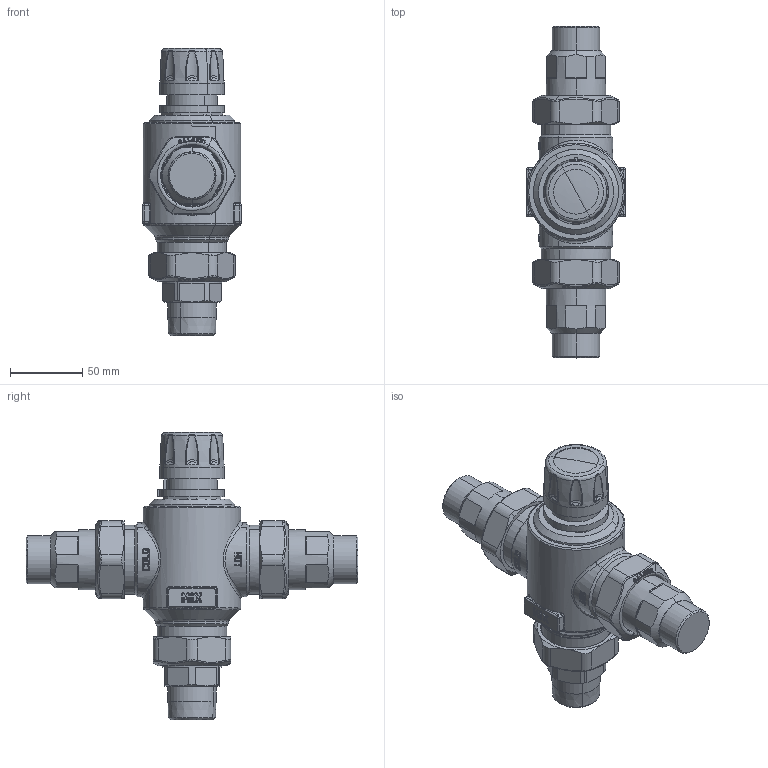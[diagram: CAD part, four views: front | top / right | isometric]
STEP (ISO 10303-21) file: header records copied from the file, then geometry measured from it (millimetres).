
FILE_DESCRIPTION(('CATIA V5 STEP Exchange','CAx-IF Rec.Pracs.--- Model Styling and Organization---1.5--- 2016-08-15','CAx-IF Rec.Pracs.---Supplemental Geometry---1.0---2011-11-01','CAx-IF Rec.Pracs.--- Composite Materials ---3.4---2017-06-13','CAx-IF Rec.Pracs.---Tessellated 3D Geometry---1.0---2015-12-17'),'2;1');
FILE_NAME('STEP_523063_-_TST.stp','2025-07-28T11:52:38+00:00',('none'),('none'),'CATIA Version 5-6 Release 2020 SP5','CATIA V5 STEP AP242 v2','none');
FILE_SCHEMA(('AP242_MANAGED_MODEL_BASED_3D_ENGINEERING_MIM_LF {1 0 10303 442 1 1 4}'));
Products named in the file (1): 523063 - TST
Bounding box: 68.5 x 230 x 199.5 mm (x, y, z)
Volume: 720164.4 mm3; surface area: 83149.7 mm2
Topology: 1 solids, 4 shells, 2281 faces, 5396 edges, 2915 vertices
Faces by surface type: bspline 1134, cylinder 400, sphere 261, torus 183, plane 178, cone 121, revolution 4
Entity records: 117504 total; most frequent: CARTESIAN_POINT 77838, ORIENTED_EDGE 10298, EDGE_CURVE 5149, DIRECTION 3931, B_SPLINE_CURVE_WITH_KNOTS 3142, VERTEX_POINT 2915, EDGE_LOOP 2320, ADVANCED_FACE 2281
